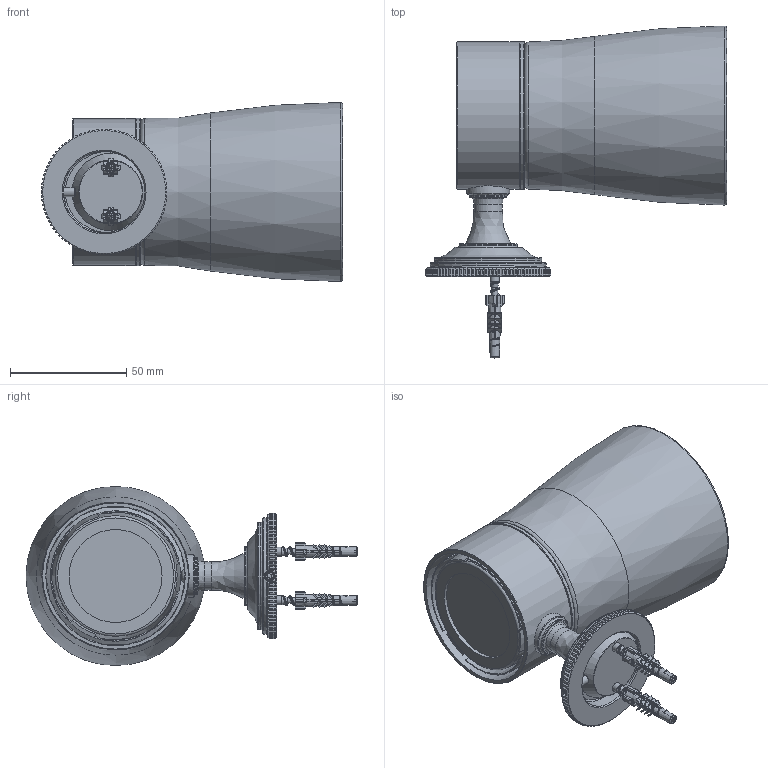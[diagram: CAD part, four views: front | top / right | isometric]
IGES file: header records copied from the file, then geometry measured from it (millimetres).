
Global section: file name: No Iges File Name specified; native system: Autodesk Inventor 2012; preprocessor: AutoDesk Inventor Iges Exporter R2012; author: adaniels; date: 20130319.121602; units: millimetre
Bounding box: 129.5 x 142.74 x 76.99 mm (x, y, z)
Volume: 117232.4 mm3; surface area: 87138.8 mm2
Topology: 11 solids, 11 shells, 1093 faces, 2765 edges, 1696 vertices
Faces by surface type: plane 653, cone 198, cylinder 130, revolution 80, torus 25, bspline 7
Full cylindrical faces by diameter (mm): 3 x1, 3.92 x2, 4 x1, 5.7 x1, 8.2 x2, 12.25 x1, 16.1 x1, 18.5 x1, 25 x1, 33.238 x1, 46 x1, 50 x1, 56 x1, 58 x3, 63.26 x1, 63.5 x1
